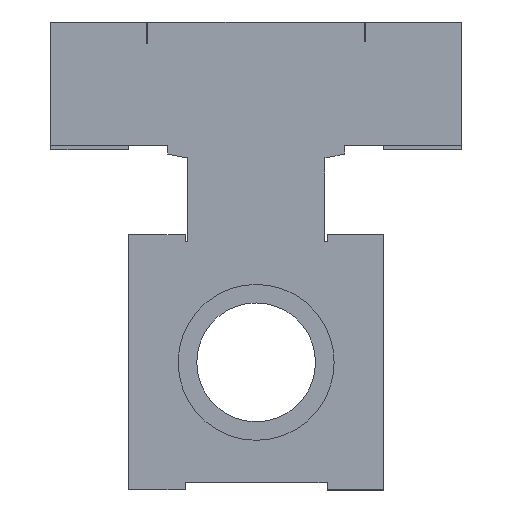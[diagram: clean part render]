
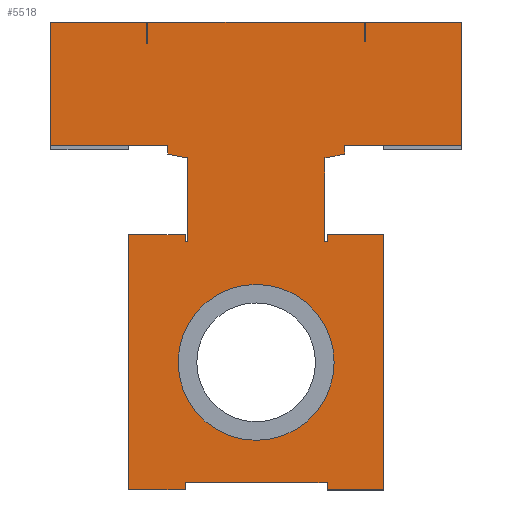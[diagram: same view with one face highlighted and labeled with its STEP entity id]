
A CAD part, front view. The second image highlights one B-rep face of the part: STEP entity #5518.
In plain terms, the highlighted planar face has unit normal (0, -1, 0).
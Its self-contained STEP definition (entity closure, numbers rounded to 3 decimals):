
#194=PLANE('',#5837);
#280=LINE('',#7119,#696);
#293=LINE('',#7157,#709);
#296=LINE('',#7164,#712);
#315=LINE('',#7285,#731);
#319=LINE('',#7293,#735);
#479=LINE('',#7694,#895);
#504=LINE('',#7811,#920);
#532=LINE('',#7933,#948);
#535=LINE('',#7939,#951);
#537=LINE('',#7943,#953);
#539=LINE('',#7947,#955);
#541=LINE('',#7951,#957);
#544=LINE('',#7957,#960);
#545=LINE('',#7959,#961);
#547=LINE('',#7963,#963);
#549=LINE('',#7967,#965);
#551=LINE('',#7971,#967);
#553=LINE('',#7975,#969);
#559=LINE('',#7984,#975);
#580=LINE('',#8053,#996);
#597=LINE('',#8115,#1013);
#598=LINE('',#8117,#1014);
#599=LINE('',#8118,#1015);
#600=LINE('',#8120,#1016);
#601=LINE('',#8122,#1017);
#602=LINE('',#8123,#1018);
#603=LINE('',#8124,#1019);
#604=LINE('',#8126,#1020);
#605=LINE('',#8128,#1021);
#606=LINE('',#8129,#1022);
#696=VECTOR('',#6016,1000.);
#709=VECTOR('',#6047,1000.);
#712=VECTOR('',#6052,1000.);
#731=VECTOR('',#6133,1000.);
#735=VECTOR('',#6139,1000.);
#895=VECTOR('',#6479,1000.);
#920=VECTOR('',#6540,1000.);
#948=VECTOR('',#6612,1000.);
#951=VECTOR('',#6617,1000.);
#953=VECTOR('',#6621,1000.);
#955=VECTOR('',#6625,1000.);
#957=VECTOR('',#6629,1000.);
#960=VECTOR('',#6634,1000.);
#961=VECTOR('',#6637,1000.);
#963=VECTOR('',#6641,1000.);
#965=VECTOR('',#6645,1000.);
#967=VECTOR('',#6649,1000.);
#969=VECTOR('',#6653,1000.);
#975=VECTOR('',#6663,1000.);
#996=VECTOR('',#6720,1000.);
#1013=VECTOR('',#6771,1000.);
#1014=VECTOR('',#6774,1000.);
#1015=VECTOR('',#6775,1000.);
#1016=VECTOR('',#6776,1000.);
#1017=VECTOR('',#6777,1000.);
#1018=VECTOR('',#6778,1000.);
#1019=VECTOR('',#6779,1000.);
#1020=VECTOR('',#6780,1000.);
#1021=VECTOR('',#6781,1000.);
#1022=VECTOR('',#6782,1000.);
#1876=ORIENTED_EDGE('',*,*,#2688,.F.);
#1877=ORIENTED_EDGE('',*,*,#2651,.T.);
#1878=ORIENTED_EDGE('',*,*,#2649,.T.);
#1879=ORIENTED_EDGE('',*,*,#2647,.T.);
#1880=ORIENTED_EDGE('',*,*,#2645,.T.);
#1881=ORIENTED_EDGE('',*,*,#2643,.T.);
#1882=ORIENTED_EDGE('',*,*,#2642,.F.);
#1883=ORIENTED_EDGE('',*,*,#2639,.T.);
#1884=ORIENTED_EDGE('',*,*,#2637,.T.);
#1885=ORIENTED_EDGE('',*,*,#2635,.T.);
#1886=ORIENTED_EDGE('',*,*,#2633,.T.);
#1887=ORIENTED_EDGE('',*,*,#2630,.T.);
#1888=ORIENTED_EDGE('',*,*,#2715,.F.);
#1889=ORIENTED_EDGE('',*,*,#2716,.F.);
#1890=ORIENTED_EDGE('',*,*,#2514,.T.);
#1891=ORIENTED_EDGE('',*,*,#2304,.T.);
#1892=ORIENTED_EDGE('',*,*,#2717,.T.);
#1893=ORIENTED_EDGE('',*,*,#2718,.T.);
#1894=ORIENTED_EDGE('',*,*,#2719,.T.);
#1895=ORIENTED_EDGE('',*,*,#2353,.T.);
#1896=ORIENTED_EDGE('',*,*,#2720,.F.);
#1897=ORIENTED_EDGE('',*,*,#2657,.T.);
#1898=ORIENTED_EDGE('',*,*,#2544,.T.);
#1899=ORIENTED_EDGE('',*,*,#2586,.F.);
#1900=ORIENTED_EDGE('',*,*,#2349,.T.);
#1901=ORIENTED_EDGE('',*,*,#2721,.T.);
#1902=ORIENTED_EDGE('',*,*,#2722,.T.);
#1903=ORIENTED_EDGE('',*,*,#2723,.T.);
#1904=ORIENTED_EDGE('',*,*,#2283,.T.);
#1905=ORIENTED_EDGE('',*,*,#2301,.T.);
#1906=ORIENTED_EDGE('',*,*,#2277,.T.);
#1907=ORIENTED_EDGE('',*,*,#2724,.F.);
#1908=ORIENTED_EDGE('',*,*,#2629,.T.);
#2277=EDGE_CURVE('',#2848,#2847,#3217,.T.);
#2283=EDGE_CURVE('',#2852,#2851,#280,.T.);
#2301=EDGE_CURVE('',#2851,#2848,#293,.T.);
#2304=EDGE_CURVE('',#2871,#2870,#296,.T.);
#2349=EDGE_CURVE('',#2910,#2911,#315,.T.);
#2353=EDGE_CURVE('',#2913,#2912,#319,.T.);
#2514=EDGE_CURVE('',#3023,#2871,#3251,.T.);
#2544=EDGE_CURVE('',#3042,#3041,#479,.T.);
#2586=EDGE_CURVE('',#2910,#3041,#504,.T.);
#2629=EDGE_CURVE('',#3111,#3111,#3271,.T.);
#2630=EDGE_CURVE('',#3112,#3113,#532,.T.);
#2633=EDGE_CURVE('',#3114,#3112,#535,.T.);
#2635=EDGE_CURVE('',#3115,#3114,#537,.T.);
#2637=EDGE_CURVE('',#3116,#3115,#539,.T.);
#2639=EDGE_CURVE('',#3117,#3116,#541,.T.);
#2642=EDGE_CURVE('',#3117,#3118,#544,.T.);
#2643=EDGE_CURVE('',#3119,#3118,#545,.T.);
#2645=EDGE_CURVE('',#3120,#3119,#547,.T.);
#2647=EDGE_CURVE('',#3121,#3120,#549,.T.);
#2649=EDGE_CURVE('',#3122,#3121,#551,.T.);
#2651=EDGE_CURVE('',#3123,#3122,#553,.T.);
#2657=EDGE_CURVE('',#3124,#3042,#559,.T.);
#2688=EDGE_CURVE('',#3123,#3138,#580,.T.);
#2715=EDGE_CURVE('',#3149,#3113,#597,.T.);
#2716=EDGE_CURVE('',#3023,#3149,#598,.T.);
#2717=EDGE_CURVE('',#2870,#3150,#599,.T.);
#2718=EDGE_CURVE('',#3150,#3151,#600,.T.);
#2719=EDGE_CURVE('',#3151,#2913,#601,.T.);
#2720=EDGE_CURVE('',#3124,#2912,#602,.T.);
#2721=EDGE_CURVE('',#2911,#3152,#603,.T.);
#2722=EDGE_CURVE('',#3152,#3153,#604,.T.);
#2723=EDGE_CURVE('',#3153,#2852,#605,.T.);
#2724=EDGE_CURVE('',#3138,#2847,#606,.T.);
#2847=VERTEX_POINT('',#7107);
#2848=VERTEX_POINT('',#7109);
#2851=VERTEX_POINT('',#7118);
#2852=VERTEX_POINT('',#7120);
#2870=VERTEX_POINT('',#7163);
#2871=VERTEX_POINT('',#7165);
#2910=VERTEX_POINT('',#7286);
#2911=VERTEX_POINT('',#7287);
#2912=VERTEX_POINT('',#7292);
#2913=VERTEX_POINT('',#7294);
#3023=VERTEX_POINT('',#7630);
#3041=VERTEX_POINT('',#7693);
#3042=VERTEX_POINT('',#7695);
#3111=VERTEX_POINT('',#7931);
#3112=VERTEX_POINT('',#7934);
#3113=VERTEX_POINT('',#7935);
#3114=VERTEX_POINT('',#7940);
#3115=VERTEX_POINT('',#7944);
#3116=VERTEX_POINT('',#7948);
#3117=VERTEX_POINT('',#7952);
#3118=VERTEX_POINT('',#7956);
#3119=VERTEX_POINT('',#7960);
#3120=VERTEX_POINT('',#7964);
#3121=VERTEX_POINT('',#7968);
#3122=VERTEX_POINT('',#7972);
#3123=VERTEX_POINT('',#7976);
#3124=VERTEX_POINT('',#7985);
#3138=VERTEX_POINT('',#8054);
#3149=VERTEX_POINT('',#8114);
#3150=VERTEX_POINT('',#8119);
#3151=VERTEX_POINT('',#8121);
#3152=VERTEX_POINT('',#8125);
#3153=VERTEX_POINT('',#8127);
#3217=CIRCLE('',#5614,30.);
#3251=CIRCLE('',#5731,30.);
#3271=CIRCLE('',#5788,5.5);
#3480=EDGE_LOOP('',(#1876,#1877,#1878,#1879,#1880,#1881,#1882,#1883,#1884,
#1885,#1886,#1887,#1888,#1889,#1890,#1891,#1892,#1893,#1894,#1895,#1896,
#1897,#1898,#1899,#1900,#1901,#1902,#1903,#1904,#1905,#1906,#1907));
#3481=EDGE_LOOP('',(#1908));
#3732=FACE_BOUND('',#3480,.T.);
#3733=FACE_BOUND('',#3481,.T.);
#5518=ADVANCED_FACE('',(#3732,#3733),#194,.F.);
#5614=AXIS2_PLACEMENT_3D('',#7108,#6005,#6006);
#5731=AXIS2_PLACEMENT_3D('',#7631,#6415,#6416);
#5788=AXIS2_PLACEMENT_3D('',#7930,#6608,#6609);
#5837=AXIS2_PLACEMENT_3D('',#8116,#6772,#6773);
#6005=DIRECTION('',(0.,-1.,0.));
#6006=DIRECTION('',(1.,0.,0.));
#6016=DIRECTION('',(1.,0.,0.));
#6047=DIRECTION('',(0.,0.,-1.));
#6052=DIRECTION('',(0.,0.,1.));
#6133=DIRECTION('',(-1.,0.,0.));
#6139=DIRECTION('',(0.,0.,-1.));
#6415=DIRECTION('',(0.,-1.,0.));
#6416=DIRECTION('',(1.,0.,0.));
#6479=DIRECTION('',(-1.,0.,0.));
#6540=DIRECTION('',(0.,0.,1.));
#6608=DIRECTION('',(0.,1.,0.));
#6609=DIRECTION('',(1.,0.,0.));
#6612=DIRECTION('',(0.,0.,-1.));
#6617=DIRECTION('',(-1.,0.,0.));
#6621=DIRECTION('',(0.,0.,1.));
#6625=DIRECTION('',(1.,0.,0.));
#6629=DIRECTION('',(0.,0.,-1.));
#6634=DIRECTION('',(-1.,0.,0.));
#6637=DIRECTION('',(0.,0.,1.));
#6641=DIRECTION('',(1.,0.,0.));
#6645=DIRECTION('',(0.,0.,-1.));
#6649=DIRECTION('',(-1.,0.,0.));
#6653=DIRECTION('',(0.,0.,1.));
#6663=DIRECTION('',(0.,0.,1.));
#6720=DIRECTION('',(1.,0.,0.));
#6771=DIRECTION('',(1.,0.,0.));
#6772=DIRECTION('',(0.,1.,0.));
#6773=DIRECTION('',(0.,0.,1.));
#6774=DIRECTION('',(0.,0.,-1.));
#6775=DIRECTION('',(1.,0.,0.));
#6776=DIRECTION('',(0.,0.,1.));
#6777=DIRECTION('',(-1.,0.,0.));
#6778=DIRECTION('',(1.,0.,0.));
#6779=DIRECTION('',(0.,0.,1.));
#6780=DIRECTION('',(-1.,0.,0.));
#6781=DIRECTION('',(0.,0.,-1.));
#6782=DIRECTION('',(0.,0.,1.));
#7107=CARTESIAN_POINT('',(-4.85,0.,14.425));
#7108=CARTESIAN_POINT('',(0.009,0.,44.029));
#7109=CARTESIAN_POINT('',(-6.25,0.,14.689));
#7118=CARTESIAN_POINT('',(-6.25,0.,15.3));
#7119=CARTESIAN_POINT('',(-14.5,0.,15.3));
#7120=CARTESIAN_POINT('',(-14.5,0.,15.3));
#7157=CARTESIAN_POINT('',(-6.25,0.,14.417));
#7163=CARTESIAN_POINT('',(6.25,0.,15.3));
#7164=CARTESIAN_POINT('',(6.25,0.,14.917));
#7165=CARTESIAN_POINT('',(6.25,0.,14.685));
#7285=CARTESIAN_POINT('',(-6.7,0.,22.5));
#7286=CARTESIAN_POINT('',(-7.65,0.,22.5));
#7287=CARTESIAN_POINT('',(-7.7,0.,22.5));
#7292=CARTESIAN_POINT('',(7.7,0.,22.65));
#7293=CARTESIAN_POINT('',(7.7,0.,24.));
#7294=CARTESIAN_POINT('',(7.7,0.,24.));
#7630=CARTESIAN_POINT('',(4.85,0.,14.422));
#7631=CARTESIAN_POINT('',(0.009,0.,44.029));
#7693=CARTESIAN_POINT('',(-7.65,0.,24.));
#7694=CARTESIAN_POINT('',(24.5,0.,24.));
#7695=CARTESIAN_POINT('',(7.65,0.,24.));
#7811=CARTESIAN_POINT('',(-7.65,0.,23.025));
#7930=CARTESIAN_POINT('',(0.,0.,0.));
#7931=CARTESIAN_POINT('',(5.5,0.,0.));
#7933=CARTESIAN_POINT('',(5.,0.,9.));
#7934=CARTESIAN_POINT('',(5.,0.,9.));
#7935=CARTESIAN_POINT('',(5.,0.,8.5));
#7939=CARTESIAN_POINT('',(9.,0.,9.));
#7940=CARTESIAN_POINT('',(9.,0.,9.));
#7943=CARTESIAN_POINT('',(9.,0.,-9.));
#7944=CARTESIAN_POINT('',(9.,0.,-9.));
#7947=CARTESIAN_POINT('',(5.,0.,-9.));
#7948=CARTESIAN_POINT('',(5.,0.,-9.));
#7951=CARTESIAN_POINT('',(5.,0.,-8.5));
#7952=CARTESIAN_POINT('',(5.,0.,-8.5));
#7956=CARTESIAN_POINT('',(-5.,0.,-8.5));
#7957=CARTESIAN_POINT('',(8.5,0.,-8.5));
#7959=CARTESIAN_POINT('',(-5.,0.,-9.));
#7960=CARTESIAN_POINT('',(-5.,0.,-9.));
#7963=CARTESIAN_POINT('',(-9.,0.,-9.));
#7964=CARTESIAN_POINT('',(-9.,0.,-9.));
#7967=CARTESIAN_POINT('',(-9.,0.,9.));
#7968=CARTESIAN_POINT('',(-9.,0.,9.));
#7971=CARTESIAN_POINT('',(-5.,0.,9.));
#7972=CARTESIAN_POINT('',(-5.,0.,9.));
#7975=CARTESIAN_POINT('',(-5.,0.,8.5));
#7976=CARTESIAN_POINT('',(-5.,0.,8.5));
#7984=CARTESIAN_POINT('',(7.65,0.,23.));
#7985=CARTESIAN_POINT('',(7.65,0.,22.65));
#8053=CARTESIAN_POINT('',(-8.5,0.,8.5));
#8054=CARTESIAN_POINT('',(-4.85,0.,8.5));
#8114=CARTESIAN_POINT('',(4.85,0.,8.5));
#8115=CARTESIAN_POINT('',(-8.5,0.,8.5));
#8116=CARTESIAN_POINT('',(0.,0.,0.));
#8117=CARTESIAN_POINT('',(4.85,0.,8.5));
#8118=CARTESIAN_POINT('',(4.85,0.,15.3));
#8119=CARTESIAN_POINT('',(14.5,0.,15.3));
#8120=CARTESIAN_POINT('',(14.5,0.,15.3));
#8121=CARTESIAN_POINT('',(14.5,0.,24.));
#8122=CARTESIAN_POINT('',(14.5,0.,24.));
#8123=CARTESIAN_POINT('',(-7.65,0.,22.65));
#8124=CARTESIAN_POINT('',(-7.7,0.,22.5));
#8125=CARTESIAN_POINT('',(-7.7,0.,24.));
#8126=CARTESIAN_POINT('',(14.5,0.,24.));
#8127=CARTESIAN_POINT('',(-14.5,0.,24.));
#8128=CARTESIAN_POINT('',(-14.5,0.,17.3));
#8129=CARTESIAN_POINT('',(-4.85,0.,11.));
